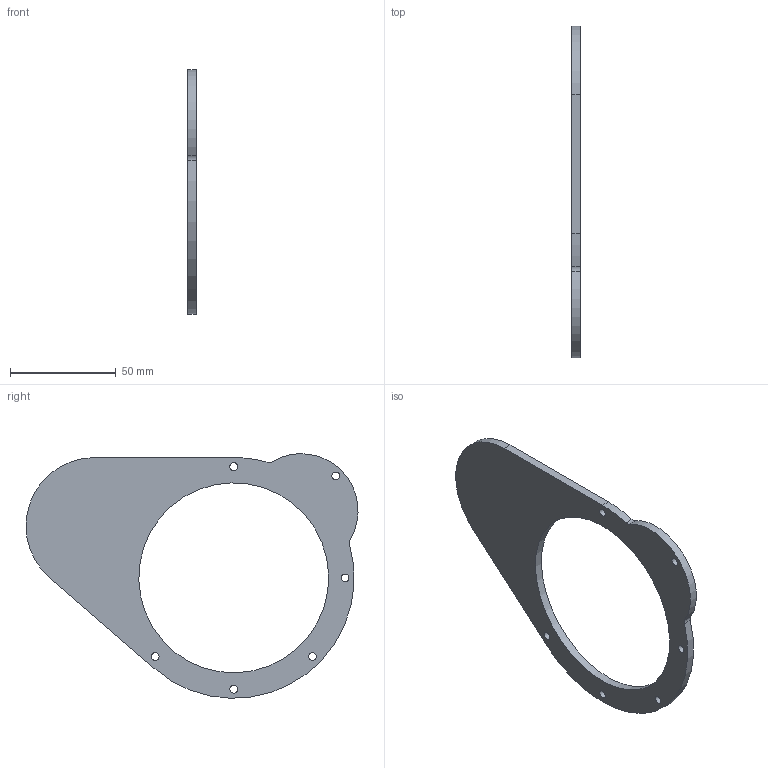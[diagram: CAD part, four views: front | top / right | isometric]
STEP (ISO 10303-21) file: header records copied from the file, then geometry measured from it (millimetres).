
FILE_DESCRIPTION(/* description */ (''),/* implementation_level */ '2;1');
FILE_NAME(/* name */ 'motor_flange',/* time_stamp */ '1999-06-17T17:18:52-04:00',/* author */ ('PC User'),/* organization */ ('3D/EYE, Inc.'),/* preprocessor_version */ 'ST-DEVELOPER 1.6',/* originating_system */ 'IronCAD2.0',/* authorisation */ '');
FILE_SCHEMA (('CONFIG_CONTROL_DESIGN'));
Length unit declared in the file: millimetre
Products named in the file (1): 1
Bounding box: 4 x 157.19 x 115.77 mm (x, y, z)
Volume: 30557.3 mm3; surface area: 18483.5 mm2
Topology: 1 solids, 1 shells, 17 faces, 45 edges, 30 vertices
Faces by surface type: cylinder 13, plane 4
Full cylindrical faces by diameter (mm): 3.706 x6, 89.926 x1
Entity records: 648 total; most frequent: DIRECTION 94, CARTESIAN_POINT 85, ORIENTED_EDGE 76, AXIS2_PLACEMENT_3D 43, FACE_BOUND 38, EDGE_LOOP 38, EDGE_CURVE 38, INTERSECTION_CURVE 38
